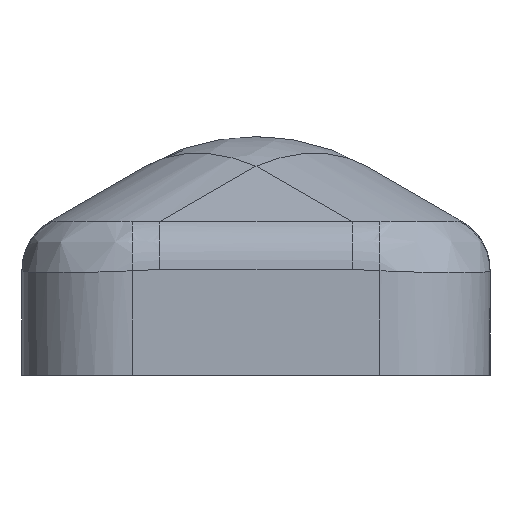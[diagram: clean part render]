
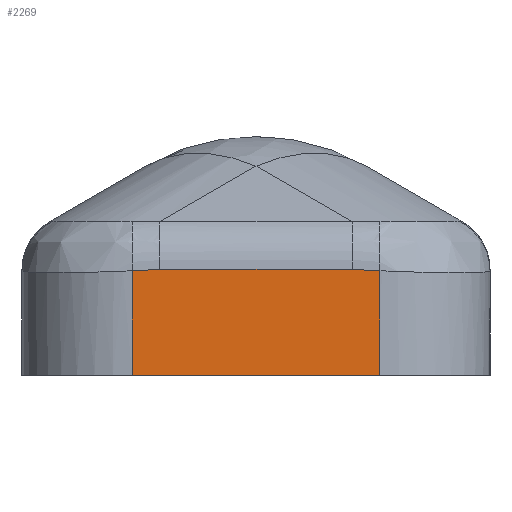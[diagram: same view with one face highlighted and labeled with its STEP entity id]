
A CAD part, left-side view. The second image highlights one B-rep face of the part: STEP entity #2269.
In plain terms, the highlighted planar face has unit normal (-1, 0, 0).
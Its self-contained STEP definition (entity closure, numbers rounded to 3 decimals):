
#1069 = VERTEX_POINT('',#1070);
#1070 = CARTESIAN_POINT('',(0.,9.,-8.));
#1124 = VERTEX_POINT('',#1125);
#1125 = CARTESIAN_POINT('',(0.,-9.,-8.));
#1132 = EDGE_CURVE('',#1069,#1124,#1133,.T.);
#1133 = LINE('',#1134,#1135);
#1134 = CARTESIAN_POINT('',(0.,17.,-8.));
#1135 = VECTOR('',#1136,1.);
#1136 = DIRECTION('',(0.,-1.,0.));
#1917 = VERTEX_POINT('',#1918);
#1918 = CARTESIAN_POINT('',(0.,9.,-0.399));
#2053 = EDGE_CURVE('',#1917,#1069,#2054,.T.);
#2054 = LINE('',#2055,#2056);
#2055 = CARTESIAN_POINT('',(0.,9.,2.));
#2056 = VECTOR('',#2057,1.);
#2057 = DIRECTION('',(0.,0.,-1.));
#2130 = EDGE_CURVE('',#1124,#2131,#2133,.T.);
#2131 = VERTEX_POINT('',#2132);
#2132 = CARTESIAN_POINT('',(0.,-9.,-0.399));
#2133 = LINE('',#2134,#2135);
#2134 = CARTESIAN_POINT('',(0.,-9.,-8.));
#2135 = VECTOR('',#2136,1.);
#2136 = DIRECTION('',(0.,0.,1.));
#2269 = ADVANCED_FACE('',(#2270),#2301,.F.);
#2270 = FACE_BOUND('',#2271,.F.);
#2271 = EDGE_LOOP('',(#2272,#2273,#2274,#2275,#2285,#2293));
#2272 = ORIENTED_EDGE('',*,*,#2130,.F.);
#2273 = ORIENTED_EDGE('',*,*,#1132,.F.);
#2274 = ORIENTED_EDGE('',*,*,#2053,.F.);
#2275 = ORIENTED_EDGE('',*,*,#2276,.T.);
#2276 = EDGE_CURVE('',#1917,#2277,#2279,.T.);
#2277 = VERTEX_POINT('',#2278);
#2278 = CARTESIAN_POINT('',(0.,7.,
    -0.309));
#2279 = ( BOUNDED_CURVE() B_SPLINE_CURVE(4,(#2280,#2281,#2282,#2283,
#2284),.UNSPECIFIED.,.F.,.F.) B_SPLINE_CURVE_WITH_KNOTS((5,5),(
164.402,166.571),.PIECEWISE_BEZIER_KNOTS.) CURVE() 
GEOMETRIC_REPRESENTATION_ITEM() RATIONAL_B_SPLINE_CURVE((1.,1.,1.,1.,1.)
) REPRESENTATION_ITEM('') );
#2280 = CARTESIAN_POINT('',(0.,9.,-0.399));
#2281 = CARTESIAN_POINT('',(0.,8.5,
    -0.355));
#2282 = CARTESIAN_POINT('',(0.,8.,
    -0.325));
#2283 = CARTESIAN_POINT('',(0.,7.5,
    -0.309));
#2284 = CARTESIAN_POINT('',(0.,7.,
    -0.309));
#2285 = ORIENTED_EDGE('',*,*,#2286,.T.);
#2286 = EDGE_CURVE('',#2277,#2287,#2289,.T.);
#2287 = VERTEX_POINT('',#2288);
#2288 = CARTESIAN_POINT('',(0.,-7.,
    -0.309));
#2289 = LINE('',#2290,#2291);
#2290 = CARTESIAN_POINT('',(0.,9.,-0.309));
#2291 = VECTOR('',#2292,1.);
#2292 = DIRECTION('',(0.,-1.,0.));
#2293 = ORIENTED_EDGE('',*,*,#2294,.T.);
#2294 = EDGE_CURVE('',#2287,#2131,#2295,.T.);
#2295 = ( BOUNDED_CURVE() B_SPLINE_CURVE(4,(#2296,#2297,#2298,#2299,
#2300),.UNSPECIFIED.,.F.,.F.) B_SPLINE_CURVE_WITH_KNOTS((5,5),(
180.571,182.74),.PIECEWISE_BEZIER_KNOTS.) CURVE() 
GEOMETRIC_REPRESENTATION_ITEM() RATIONAL_B_SPLINE_CURVE((1.,1.,1.,1.,1.)
) REPRESENTATION_ITEM('') );
#2296 = CARTESIAN_POINT('',(0.,-7.,
    -0.309));
#2297 = CARTESIAN_POINT('',(0.,-7.5,
    -0.309));
#2298 = CARTESIAN_POINT('',(0.,-8.,
    -0.325));
#2299 = CARTESIAN_POINT('',(0.,-8.5,
    -0.355));
#2300 = CARTESIAN_POINT('',(0.,-9.,-0.399));
#2301 = PLANE('',#2302);
#2302 = AXIS2_PLACEMENT_3D('',#2303,#2304,#2305);
#2303 = CARTESIAN_POINT('',(0.,0.,
    -0.652));
#2304 = DIRECTION('',(1.,0.,0.));
#2305 = DIRECTION('',(0.,0.,1.));
